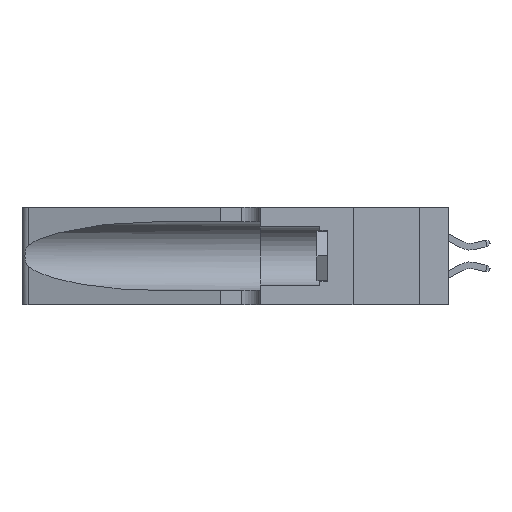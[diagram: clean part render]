
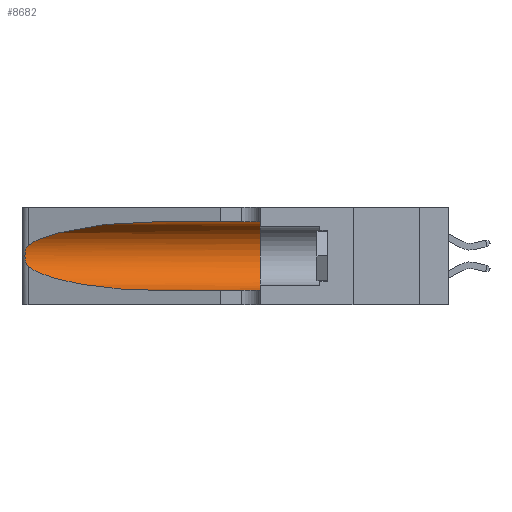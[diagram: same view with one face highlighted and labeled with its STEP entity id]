
A CAD part, left-side view. The second image highlights one B-rep face of the part: STEP entity #8682.
In plain terms, the highlighted cylindrical face has radius 3.308 mm (diameter 6.617 mm), a partial arc.
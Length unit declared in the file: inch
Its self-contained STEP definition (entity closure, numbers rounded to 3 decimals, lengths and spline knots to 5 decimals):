
#894 = VERTEX_POINT ( 'NONE', #33726 ) ;
#1178 = CARTESIAN_POINT ( 'NONE',  ( 0.25639, 1.23184, 0.21858 ) ) ;
#1314 = CARTESIAN_POINT ( 'NONE',  ( 0.26075, 1.23896, 0.178 ) ) ;
#1608 = CARTESIAN_POINT ( 'NONE',  ( 0.25639, 1.23186, 0.15144 ) ) ;
#3602 = CARTESIAN_POINT ( 'NONE',  ( 0.1305, 0.35, 0.05475 ) ) ;
#4718 = CARTESIAN_POINT ( 'NONE',  ( 0.25487, 1.22718, 0.22369 ) ) ;
#4953 = CARTESIAN_POINT ( 'NONE',  ( 0.26017, 1.23833, 0.17102 ) ) ;
#6379 = ORIENTED_EDGE ( 'NONE', *, *, #33835, .F. ) ;
#6989 = DIRECTION ( 'NONE',  ( 0., -1., 0. ) ) ;
#7748 = VERTEX_POINT ( 'NONE', #3602 ) ;
#8060 = VECTOR ( 'NONE', #27333, 39.37008 ) ;
#8437 = CARTESIAN_POINT ( 'NONE',  ( 0.25555, 1.22993, 0.14849 ) ) ;
#8545 = ORIENTED_EDGE ( 'NONE', *, *, #35746, .T. ) ;
#8682 = ADVANCED_FACE ( 'NONE', ( #21629 ), #20549, .F. ) ;
#9074 = LINE ( 'NONE', #20572, #8060 ) ;
#11788 = CARTESIAN_POINT ( 'NONE',  ( 0.18966, 0.96281, 0.05475 ) ) ;
#12414 = AXIS2_PLACEMENT_3D ( 'NONE', #29195, #13201, #33560 ) ;
#13201 = DIRECTION ( 'NONE',  ( 0., 1., 0. ) ) ;
#13520 = DIRECTION ( 'NONE',  ( 0., -1., 0. ) ) ;
#14754 = CARTESIAN_POINT ( 'NONE',  ( 0.25555, 1.22994, 0.2215 ) ) ;
#15691 = CARTESIAN_POINT ( 'NONE',  ( 0.1305, 0.35, 0.31525 ) ) ;
#16422 = ORIENTED_EDGE ( 'NONE', *, *, #33111, .T. ) ;
#16741 = VERTEX_POINT ( 'NONE', #42152 ) ;
#16891 = DIRECTION ( 'NONE',  ( 0., 0., -1. ) ) ;
#16907 = CARTESIAN_POINT ( 'NONE',  ( 0.1305, 1.61858, 0.31525 ) ) ;
#18492 = AXIS2_PLACEMENT_3D ( 'NONE', #20544, #13520, #16891 ) ;
#18496 = CARTESIAN_POINT ( 'NONE',  ( 0.1305, 0.72297, 0.05475 ) ) ;
#18539 = VERTEX_POINT ( 'NONE', #4718 ) ;
#20544 = CARTESIAN_POINT ( 'NONE',  ( 0.1305, 1.61858, 0.185 ) ) ;
#20549 = CYLINDRICAL_SURFACE ( 'NONE', #18492, 0.13025 ) ;
#20572 = CARTESIAN_POINT ( 'NONE',  ( 0.1305, 1.61858, 0.05475 ) ) ;
#21290 = CARTESIAN_POINT ( 'NONE',  ( 0.25487, 1.22718, 0.22369 ) ) ;
#21629 = FACE_OUTER_BOUND ( 'NONE', #34735, .T. ) ;
#23322 = EDGE_CURVE ( 'NONE', #31835, #7748, #30197, .T. ) ;
#24715 = ORIENTED_EDGE ( 'NONE', *, *, #30951, .T. ) ;
#24731 = CARTESIAN_POINT ( 'NONE',  ( 0.26018, 1.23835, 0.19895 ) ) ;
#24874 = CARTESIAN_POINT ( 'NONE',  ( 0.26075, 1.23896, 0.19203 ) ) ;
#25192 = ORIENTED_EDGE ( 'NONE', *, *, #25537, .T. ) ;
#25267 =( BOUNDED_CURVE ( )  B_SPLINE_CURVE ( 3, ( #33589, #27011, #30979, #21290 ),
 .UNSPECIFIED., .F., .F. ) 
 B_SPLINE_CURVE_WITH_KNOTS ( ( 4, 4 ),
 ( 1.5708, 2.84003 ),
 .UNSPECIFIED. ) 
 CURVE ( )  GEOMETRIC_REPRESENTATION_ITEM ( )  RATIONAL_B_SPLINE_CURVE ( ( 1., 0.87, 0.87, 1. ) ) 
 REPRESENTATION_ITEM ( '' )  );
#25537 = EDGE_CURVE ( 'NONE', #894, #18539, #25267, .T. ) ;
#27011 = CARTESIAN_POINT ( 'NONE',  ( 0.18966, 0.96281, 0.31525 ) ) ;
#27333 = DIRECTION ( 'NONE',  ( 0., -1., 0. ) ) ;
#27405 = B_SPLINE_CURVE_WITH_KNOTS ( 'NONE', 3,
 ( #28514, #14754, #1178, #35110, #41814, #24731, #24874, #1314, #4953, #41671, #28072, #1608, #8437, #38448 ),
 .UNSPECIFIED., .F., .F.,
 ( 4, 2, 2, 2, 2, 2, 4 ),
 ( 0., 0.00027, 0.00053, 0.00107, 0.0016, 0.00187, 0.00214 ),
 .UNSPECIFIED. ) ;
#28072 = CARTESIAN_POINT ( 'NONE',  ( 0.25789, 1.23486, 0.15765 ) ) ;
#28514 = CARTESIAN_POINT ( 'NONE',  ( 0.25487, 1.22718, 0.22369 ) ) ;
#28653 = VECTOR ( 'NONE', #6989, 39.37008 ) ;
#29195 = CARTESIAN_POINT ( 'NONE',  ( 0.1305, 0.35, 0.185 ) ) ;
#30197 = CIRCLE ( 'NONE', #12414, 0.13025 ) ;
#30940 = CARTESIAN_POINT ( 'NONE',  ( 0.25487, 1.22718, 0.14631 ) ) ;
#30951 = EDGE_CURVE ( 'NONE', #18539, #37561, #27405, .T. ) ;
#30979 = CARTESIAN_POINT ( 'NONE',  ( 0.2373, 1.15595, 0.28018 ) ) ;
#31835 = VERTEX_POINT ( 'NONE', #15691 ) ;
#31873 = CARTESIAN_POINT ( 'NONE',  ( 0.2373, 1.15595, 0.08982 ) ) ;
#31942 =( BOUNDED_CURVE ( )  B_SPLINE_CURVE ( 3, ( #35790, #31873, #11788, #18496 ),
 .UNSPECIFIED., .F., .F. ) 
 B_SPLINE_CURVE_WITH_KNOTS ( ( 4, 4 ),
 ( 3.44316, 4.71239 ),
 .UNSPECIFIED. ) 
 CURVE ( )  GEOMETRIC_REPRESENTATION_ITEM ( )  RATIONAL_B_SPLINE_CURVE ( ( 1., 0.87, 0.87, 1. ) ) 
 REPRESENTATION_ITEM ( '' )  );
#33111 = EDGE_CURVE ( 'NONE', #37561, #16741, #31942, .T. ) ;
#33560 = DIRECTION ( 'NONE',  ( 0., 0., 1. ) ) ;
#33589 = CARTESIAN_POINT ( 'NONE',  ( 0.1305, 0.72297, 0.31525 ) ) ;
#33726 = CARTESIAN_POINT ( 'NONE',  ( 0.1305, 0.72297, 0.31525 ) ) ;
#33835 = EDGE_CURVE ( 'NONE', #894, #31835, #40662, .T. ) ;
#34735 = EDGE_LOOP ( 'NONE', ( #25192, #24715, #16422, #8545, #36032, #6379 ) ) ;
#35110 = CARTESIAN_POINT ( 'NONE',  ( 0.25787, 1.23484, 0.2124 ) ) ;
#35746 = EDGE_CURVE ( 'NONE', #16741, #7748, #9074, .T. ) ;
#35790 = CARTESIAN_POINT ( 'NONE',  ( 0.25487, 1.22718, 0.14631 ) ) ;
#36032 = ORIENTED_EDGE ( 'NONE', *, *, #23322, .F. ) ;
#37561 = VERTEX_POINT ( 'NONE', #30940 ) ;
#38448 = CARTESIAN_POINT ( 'NONE',  ( 0.25487, 1.22718, 0.14631 ) ) ;
#40662 = LINE ( 'NONE', #16907, #28653 ) ;
#41671 = CARTESIAN_POINT ( 'NONE',  ( 0.25856, 1.23593, 0.16098 ) ) ;
#41814 = CARTESIAN_POINT ( 'NONE',  ( 0.25854, 1.2359, 0.20912 ) ) ;
#42152 = CARTESIAN_POINT ( 'NONE',  ( 0.1305, 0.72297, 0.05475 ) ) ;
